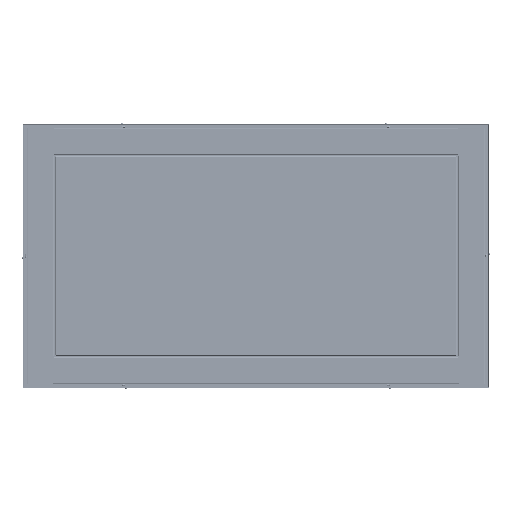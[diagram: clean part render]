
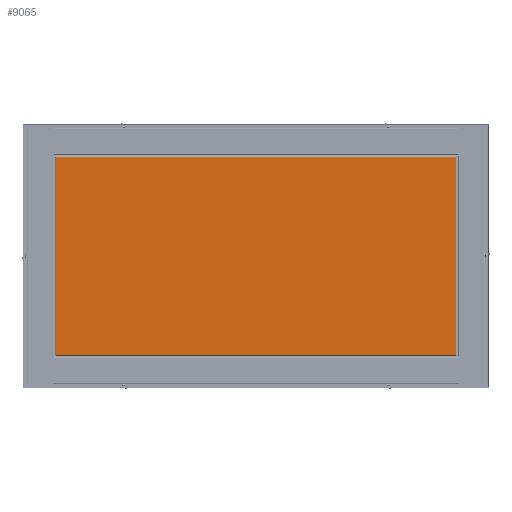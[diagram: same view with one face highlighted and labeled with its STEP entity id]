
A CAD part, top view. The second image highlights one B-rep face of the part: STEP entity #9065.
In plain terms, the highlighted face is planar.
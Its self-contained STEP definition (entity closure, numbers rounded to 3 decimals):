
#8440=CARTESIAN_POINT('',(296.8,146.8,0.));
#8441=VERTEX_POINT('',#8440);
#8452=CARTESIAN_POINT('',(-296.8,146.8,0.));
#8453=VERTEX_POINT('',#8452);
#8454=CARTESIAN_POINT('',(-296.8,146.8,0.0));
#8455=DIRECTION('',(1.0,0.0,0.0));
#8456=VECTOR('',#8455,593.6);
#8457=LINE('',#8454,#8456);
#8458=EDGE_CURVE('',#8453,#8441,#8457,.T.);
#8611=CARTESIAN_POINT('',(-296.8,-146.8,0.));
#8612=VERTEX_POINT('',#8611);
#8613=CARTESIAN_POINT('',(-296.8,-146.8,0.0));
#8614=DIRECTION('',(0.0,1.0,0.0));
#8615=VECTOR('',#8614,293.6);
#8616=LINE('',#8613,#8615);
#8617=EDGE_CURVE('',#8612,#8453,#8616,.T.);
#8753=CARTESIAN_POINT('',(296.8,-146.8,0.));
#8754=VERTEX_POINT('',#8753);
#8765=CARTESIAN_POINT('',(296.8,146.8,0.0));
#8766=DIRECTION('',(0.0,-1.0,0.0));
#8767=VECTOR('',#8766,293.6);
#8768=LINE('',#8765,#8767);
#8769=EDGE_CURVE('',#8441,#8754,#8768,.T.);
#8915=CARTESIAN_POINT('',(296.8,-146.8,0.0));
#8916=DIRECTION('',(-1.0,0.0,0.0));
#8917=VECTOR('',#8916,593.6);
#8918=LINE('',#8915,#8917);
#8919=EDGE_CURVE('',#8754,#8612,#8918,.T.);
#9054=CARTESIAN_POINT('',(0.,0.,0.0));
#9055=DIRECTION('',(0.0,0.0,1.0));
#9056=DIRECTION('',(1.0,0.0,0.0));
#9057=AXIS2_PLACEMENT_3D('',#9054,#9055,#9056);
#9058=PLANE('',#9057);
#9059=ORIENTED_EDGE('',*,*,#8458,.T.);
#9060=ORIENTED_EDGE('',*,*,#8769,.T.);
#9061=ORIENTED_EDGE('',*,*,#8919,.T.);
#9062=ORIENTED_EDGE('',*,*,#8617,.T.);
#9063=EDGE_LOOP('',(#9059,#9060,#9061,#9062));
#9064=FACE_OUTER_BOUND('',#9063,.T.);
#9065=ADVANCED_FACE('',(#9064),#9058,.F.);
